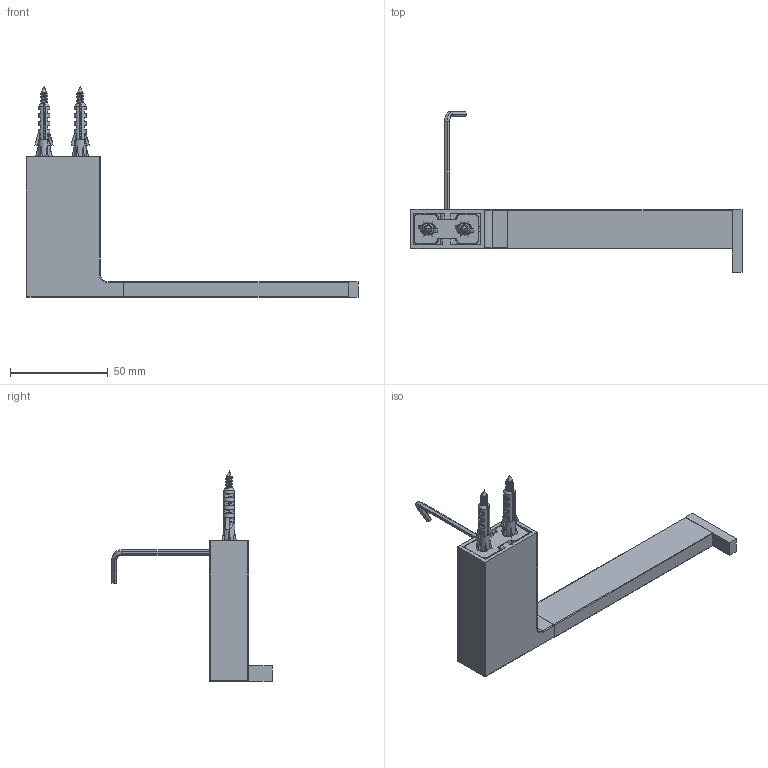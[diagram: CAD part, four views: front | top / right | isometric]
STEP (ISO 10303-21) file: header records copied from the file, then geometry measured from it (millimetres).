
FILE_DESCRIPTION((''),'2;1');
FILE_NAME('BL-94607A-IBG_ASM','2024-03-13T',('Administrator'),(''),'PRO/ENGINEER BY PARAMETRIC TECHNOLOGY CORPORATION, 2015240','PRO/ENGINEER BY PARAMETRIC TECHNOLOGY CORPORATION, 2015240','');
FILE_SCHEMA(('CONFIG_CONTROL_DESIGN'));
Length unit declared in the file: millimetre
Products named in the file (11): 94607A-001; 94607A-002; 94607A-003; 94607A-01_ASM; MZB0218WZP; BLC0007WXX; AGC0201_ASM; SCT0016WGR; BLC0022WXX; BLC0025WXX; BL-94607A-IBG_ASM
Assembly tree (12 placements, depth 4):
  BL-94607A-IBG_ASM
    AGC0201_ASM
      94607A-001
      94607A-01_ASM
        94607A-002
        94607A-003
      MZB0218WZP
      BLC0007WXX
    SCT0016WGR  x2
    BLC0022WXX  x2
    BLC0025WXX
Bounding box: 170 x 82 x 108 mm (x, y, z)
Volume: 35828.4 mm3; surface area: 39667.3 mm2
Topology: 10 solids, 14 shells, 525 faces, 1366 edges, 868 vertices
Faces by surface type: plane 209, cylinder 198, bspline 70, cone 32, torus 10, sphere 6
Entity records: 17978 total; most frequent: CARTESIAN_POINT 9483, ORIENTED_EDGE 1800, DIRECTION 1574, EDGE_CURVE 906, VERTEX_POINT 578, AXIS2_PLACEMENT_3D 527, VECTOR 520, LINE 520
